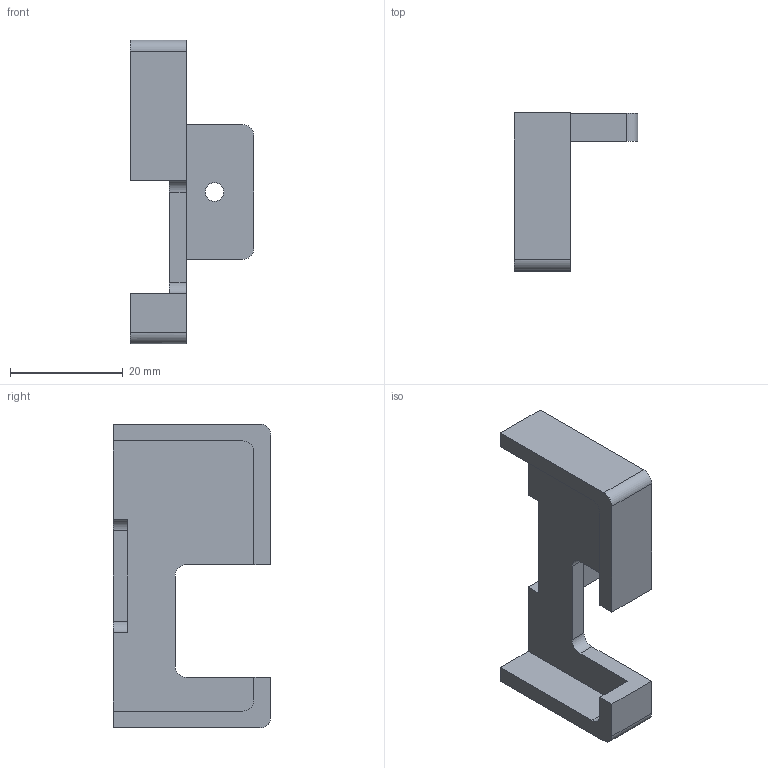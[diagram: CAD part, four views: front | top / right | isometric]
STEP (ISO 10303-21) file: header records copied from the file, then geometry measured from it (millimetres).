
FILE_DESCRIPTION(('CATIA V5 STEP Exchange'),'2;1');
FILE_NAME('partBase2.stp','2020-06-17T06:23:44+00:00',('none'),('none'),'CATIA Version 5 Release 21 GA (IN-10)','CATIA V5 STEP AP203','none');
FILE_SCHEMA(('CONFIG_CONTROL_DESIGN'));
Length unit declared in the file: millimetre
Products named in the file (1): Part1
Bounding box: 22 x 28 x 54 mm (x, y, z)
Volume: 6044.3 mm3; surface area: 4917.2 mm2
Topology: 1 solids, 1 shells, 36 faces, 102 edges, 68 vertices
Faces by surface type: plane 24, cylinder 12
Entity records: 1237 total; most frequent: CARTESIAN_POINT 274, ORIENTED_EDGE 204, DIRECTION 163, EDGE_CURVE 102, VECTOR 78, LINE 78, VERTEX_POINT 68, AXIS2_PLACEMENT_3D 53
